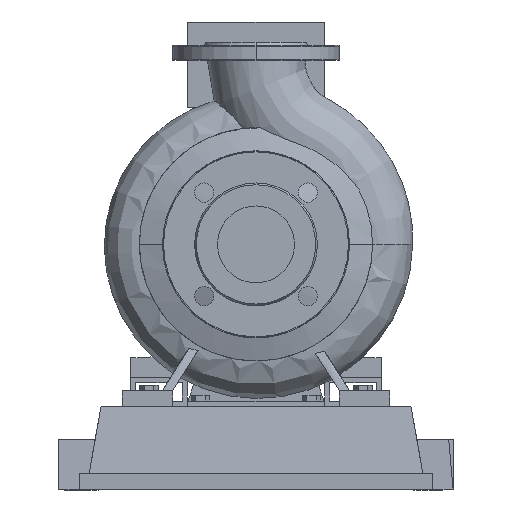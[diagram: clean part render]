
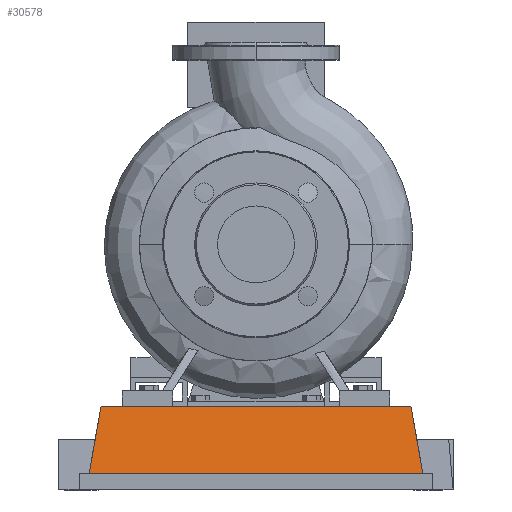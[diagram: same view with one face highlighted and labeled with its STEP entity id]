
A CAD part, left-side view. The second image highlights one B-rep face of the part: STEP entity #30578.
In plain terms, the highlighted planar face has unit normal (-0.985, 0, 0.174).
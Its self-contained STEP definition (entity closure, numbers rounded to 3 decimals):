
#28834=CARTESIAN_POINT('',(-65.,-165.,16.6));
#28835=VERTEX_POINT('',#28834);
#28842=CARTESIAN_POINT('',(-65.,165.0,16.6));
#28843=VERTEX_POINT('',#28842);
#28844=CARTESIAN_POINT('',(-65.,-165.,16.6));
#28845=DIRECTION('',(0.0,1.0,0.0));
#28846=VECTOR('',#28845,330.0);
#28847=LINE('',#28844,#28846);
#28848=EDGE_CURVE('',#28835,#28843,#28847,.T.);
#30312=CARTESIAN_POINT('',(-53.292,-153.292,83.0));
#30313=VERTEX_POINT('',#30312);
#30320=CARTESIAN_POINT('',(-65.,-165.,16.6));
#30321=DIRECTION('',(0.171,0.171,0.97));
#30322=VECTOR('',#30321,68.433);
#30323=LINE('',#30320,#30322);
#30324=EDGE_CURVE('',#28835,#30313,#30323,.T.);
#30555=CARTESIAN_POINT('',(-65.,-165.,16.6));
#30556=DIRECTION('',(-0.985,0.,0.174));
#30557=DIRECTION('',(0.0,-1.0,0.0));
#30558=AXIS2_PLACEMENT_3D('',#30555,#30556,#30557);
#30559=PLANE('',#30558);
#30560=CARTESIAN_POINT('',(-53.292,153.292,83.0));
#30561=VERTEX_POINT('',#30560);
#30562=CARTESIAN_POINT('',(-53.292,-153.292,83.0));
#30563=DIRECTION('',(0.0,1.0,0.0));
#30564=VECTOR('',#30563,306.584);
#30565=LINE('',#30562,#30564);
#30566=EDGE_CURVE('',#30313,#30561,#30565,.T.);
#30567=ORIENTED_EDGE('',*,*,#30566,.T.);
#30568=CARTESIAN_POINT('',(-65.,165.0,16.6));
#30569=DIRECTION('',(0.171,-0.171,0.97));
#30570=VECTOR('',#30569,68.433);
#30571=LINE('',#30568,#30570);
#30572=EDGE_CURVE('',#28843,#30561,#30571,.T.);
#30573=ORIENTED_EDGE('',*,*,#30572,.F.);
#30574=ORIENTED_EDGE('',*,*,#28848,.F.);
#30575=ORIENTED_EDGE('',*,*,#30324,.T.);
#30576=EDGE_LOOP('',(#30567,#30573,#30574,#30575));
#30577=FACE_OUTER_BOUND('',#30576,.T.);
#30578=ADVANCED_FACE('',(#30577),#30559,.T.);
